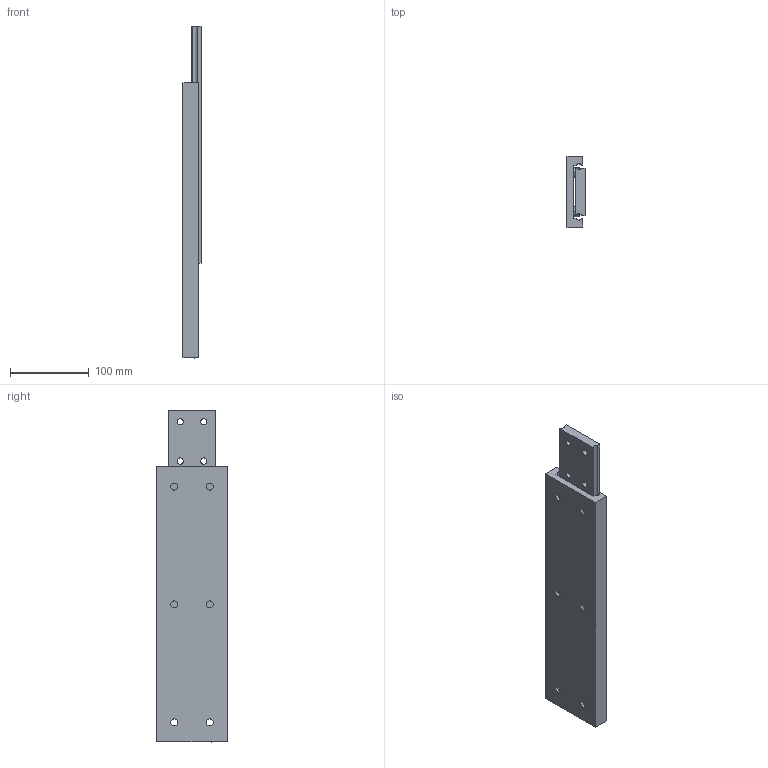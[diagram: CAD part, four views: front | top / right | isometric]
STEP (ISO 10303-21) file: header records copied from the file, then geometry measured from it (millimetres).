
FILE_DESCRIPTION (( 'STEP AP214' ), '1' );
FILE_NAME ('ows90-350.STEP', '2021-11-18T08:52:24', ( '' ), ( '' ), 'SwSTEP 2.0', 'SolidWorks 2020', '' );
FILE_SCHEMA (( 'AUTOMOTIVE_DESIGN' ));
Length unit declared in the file: millimetre
Products named in the file (3): masko90_350; ows90-350; zensko90_350
Assembly tree (2 placements, depth 2):
  ows90-350
    masko90_350
    zensko90_350
Bounding box: 23 x 90 x 422.41 mm (x, y, z)
Volume: 541094 mm3; surface area: 136815.5 mm2
Topology: 2 solids, 2 shells, 88 faces, 226 edges, 144 vertices
Faces by surface type: cylinder 36, plane 36, cone 12, torus 4
Entity records: 2848 total; most frequent: DIRECTION 504, CARTESIAN_POINT 463, ORIENTED_EDGE 452, EDGE_CURVE 226, AXIS2_PLACEMENT_3D 185, VERTEX_POINT 144, VECTOR 134, LINE 134
